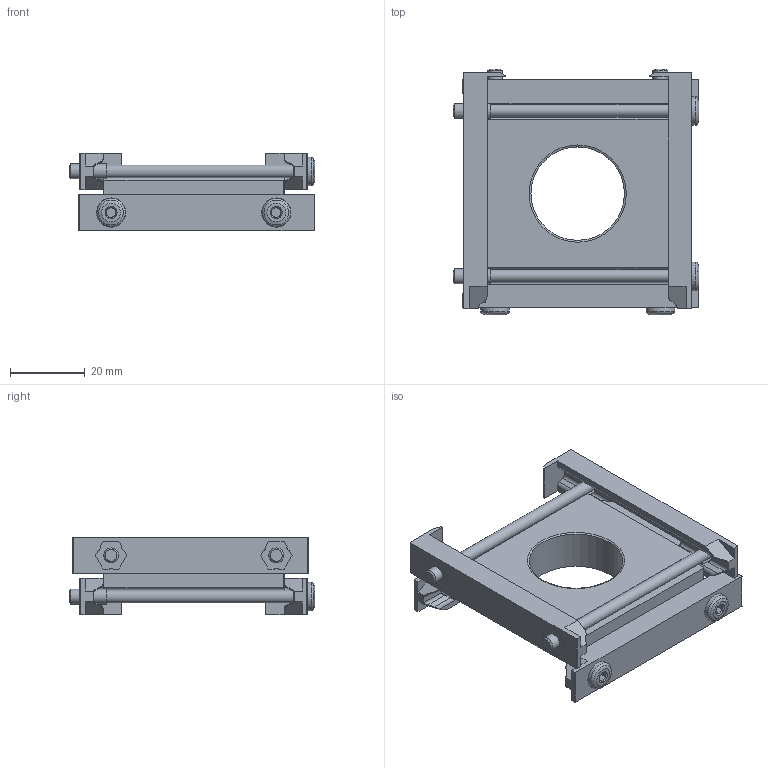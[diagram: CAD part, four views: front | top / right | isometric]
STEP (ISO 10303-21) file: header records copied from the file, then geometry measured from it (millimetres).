
FILE_DESCRIPTION(/* description */ ('STEP AP214'),/* implementation_level */ '2;1');
FILE_NAME(/* name */ '543491_MS6-RMV',/* time_stamp */ '2024-09-11T15:24:39+02:00',/* author */ ('License CC BY-ND 4.0'),/* organization */ ('CADENAS'),/* preprocessor_version */ 'ST-DEVELOPER v19.3',/* originating_system */ 'PARTsolutions',/* authorisation */ ' ');
FILE_SCHEMA (('AUTOMOTIVE_DESIGN {1 0 10303 214 3 1 1}'));
Length unit declared in the file: millimetre
Products named in the file (5): 543491 MS6-RMV; 543491 MS6-RMV---(rmv1); 5206604 MS6-MV-B---(0_p); 8134994 MS6-MV-B---(0_p); 327382 O-Ring
Assembly tree (6 placements, depth 2):
  543491 MS6-RMV
    543491 MS6-RMV---(rmv1)
    5206604 MS6-MV-B---(0_p)  x2
    8134994 MS6-MV-B---(0_p)  x2
    327382 O-Ring
Bounding box: 65.7 x 65.7 x 20.8 mm (x, y, z)
Volume: 33823.4 mm3; surface area: 21269 mm2
Topology: 6 solids, 6 shells, 374 faces, 975 edges, 637 vertices
Faces by surface type: plane 216, cylinder 127, cone 24, torus 7
Full cylindrical faces by diameter (mm): 3.242 x4, 3.4 x4, 4 x4, 4.5 x4, 4.6 x4, 7.6 x4, 7.8 x4, 25 x1, 27.5 x1, 34.6 x1
Entity records: 7837 total; most frequent: CARTESIAN_POINT 1284, DIRECTION 1116, ORIENTED_EDGE 1076, EDGE_CURVE 538, AXIS2_PLACEMENT_3D 389, VERTEX_POINT 373, LINE 338, VECTOR 338
